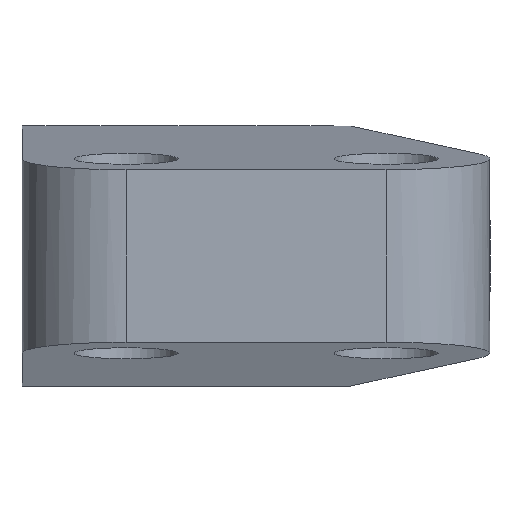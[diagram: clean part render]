
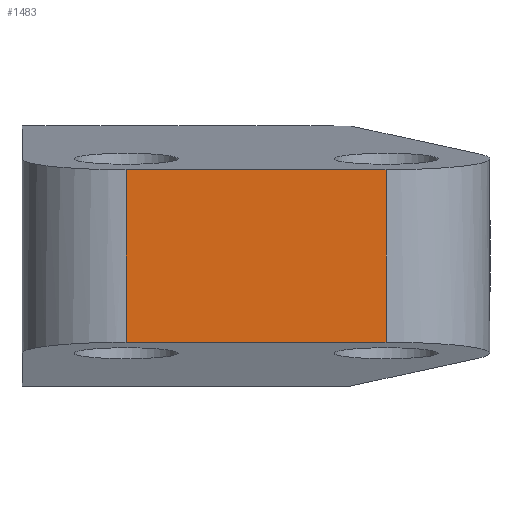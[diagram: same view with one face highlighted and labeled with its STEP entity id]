
A CAD part, front view. The second image highlights one B-rep face of the part: STEP entity #1483.
In plain terms, the highlighted planar face has unit normal (0, -1, 0).
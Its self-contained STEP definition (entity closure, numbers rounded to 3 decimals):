
#180=FACE_OUTER_BOUND('',#274,.T.);
#274=EDGE_LOOP('',(#1265,#1266,#1267,#1268));
#426=LINE('',#2556,#568);
#432=LINE('',#2574,#574);
#435=LINE('',#2583,#577);
#436=LINE('',#2589,#578);
#568=VECTOR('',#1856,10.);
#574=VECTOR('',#1874,10.);
#577=VECTOR('',#1883,10.);
#578=VECTOR('',#1890,10.);
#711=VERTEX_POINT('',#2552);
#713=VERTEX_POINT('',#2555);
#719=VERTEX_POINT('',#2573);
#721=VERTEX_POINT('',#2578);
#898=EDGE_CURVE('',#713,#711,#426,.T.);
#907=EDGE_CURVE('',#719,#713,#432,.T.);
#912=EDGE_CURVE('',#721,#719,#435,.T.);
#915=EDGE_CURVE('',#721,#711,#436,.T.);
#1265=ORIENTED_EDGE('',*,*,#898,.T.);
#1266=ORIENTED_EDGE('',*,*,#915,.F.);
#1267=ORIENTED_EDGE('',*,*,#912,.T.);
#1268=ORIENTED_EDGE('',*,*,#907,.T.);
#1410=PLANE('',#1620);
#1483=ADVANCED_FACE('',(#180),#1410,.T.);
#1620=AXIS2_PLACEMENT_3D('',#2588,#1888,#1889);
#1856=DIRECTION('',(-1.,0.,0.));
#1874=DIRECTION('',(0.,0.,1.));
#1883=DIRECTION('',(1.,0.,0.));
#1888=DIRECTION('center_axis',(0.,-1.,0.));
#1889=DIRECTION('ref_axis',(1.,0.,0.));
#1890=DIRECTION('',(0.,0.,1.));
#2552=CARTESIAN_POINT('',(6.,0.,4.977));
#2555=CARTESIAN_POINT('',(21.,0.,4.977));
#2556=CARTESIAN_POINT('',(0.,0.,4.977));
#2573=CARTESIAN_POINT('',(21.,0.,-4.977));
#2574=CARTESIAN_POINT('',(21.,0.,0.));
#2578=CARTESIAN_POINT('',(6.,0.,-4.977));
#2583=CARTESIAN_POINT('',(0.,0.,-4.977));
#2588=CARTESIAN_POINT('Origin',(0.,0.,0.));
#2589=CARTESIAN_POINT('',(6.,0.,0.));
